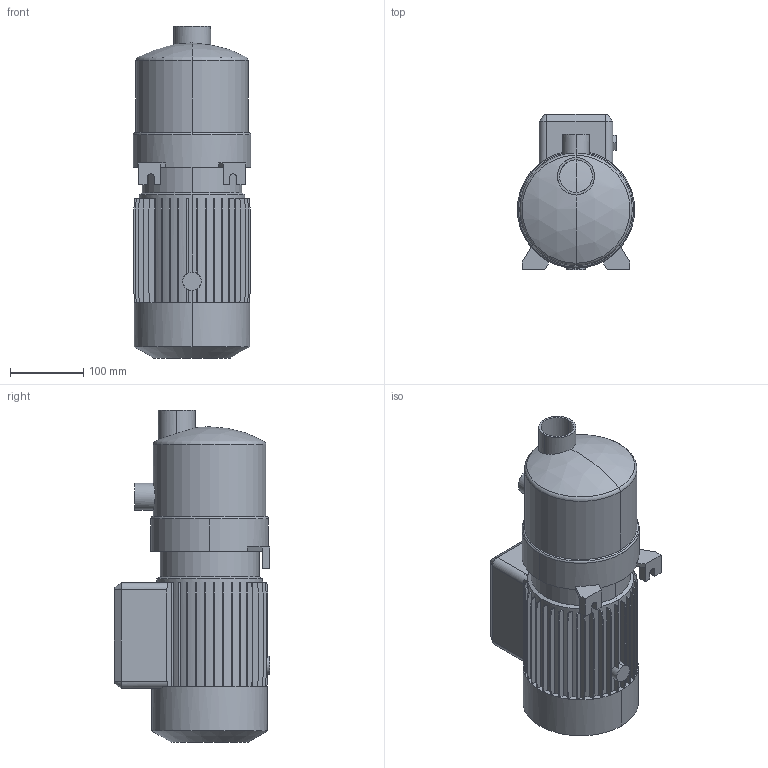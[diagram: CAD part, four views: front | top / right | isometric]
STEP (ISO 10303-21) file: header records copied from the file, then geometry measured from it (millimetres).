
FILE_DESCRIPTION (( 'STEP AP214' ), '1' );
FILE_NAME ('10010801swp00.step', '2024-01-19T14:03:16', ( '' ), ( '' ), 'SwSTEP 2.0', 'SolidWorks 2023', '' );
FILE_SCHEMA (( 'AUTOMOTIVE_DESIGN' ));
Length unit declared in the file: millimetre
Products named in the file (1): 10010801swp00
Bounding box: 160 x 212 x 452 mm (x, y, z)
Volume: 8311942.2 mm3; surface area: 350802.8 mm2
Topology: 1 solids, 1 shells, 295 faces, 838 edges, 549 vertices
Faces by surface type: plane 247, cylinder 30, cone 10, torus 4, sphere 4
Entity records: 10064 total; most frequent: CARTESIAN_POINT 2320, ORIENTED_EDGE 1676, DIRECTION 1528, EDGE_CURVE 838, LINE 680, VECTOR 680, VERTEX_POINT 549, AXIS2_PLACEMENT_3D 424
